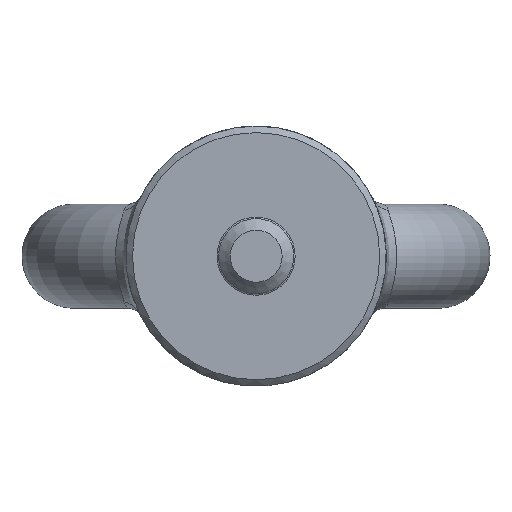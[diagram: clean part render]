
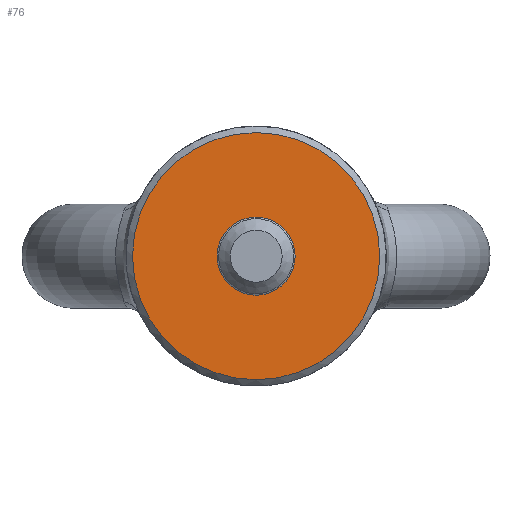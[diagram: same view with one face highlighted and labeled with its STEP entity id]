
A CAD part, front view. The second image highlights one B-rep face of the part: STEP entity #76.
In plain terms, the highlighted planar face has unit normal (0, -1, 0).
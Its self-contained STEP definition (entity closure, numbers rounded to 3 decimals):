
#76 = ADVANCED_FACE ( 'NONE', ( #1058, #618 ), #1790, .F. ) ;
#266 = CIRCLE ( 'NONE', #943, 2.5 ) ;
#368 = VERTEX_POINT ( 'NONE', #1878 ) ;
#419 = CARTESIAN_POINT ( 'NONE',  ( 0., -19., 0. ) ) ;
#564 = EDGE_CURVE ( 'NONE', #1935, #1935, #807, .T. ) ;
#602 = DIRECTION ( 'NONE',  ( 0., 0., -1. ) ) ;
#618 = FACE_BOUND ( 'NONE', #1943, .T. ) ;
#807 = CIRCLE ( 'NONE', #890, 9.5 ) ;
#890 = AXIS2_PLACEMENT_3D ( 'NONE', #1847, #1838, #1835 ) ;
#943 = AXIS2_PLACEMENT_3D ( 'NONE', #419, #1649, #602 ) ;
#1058 = FACE_OUTER_BOUND ( 'NONE', #1165, .T. ) ;
#1165 = EDGE_LOOP ( 'NONE', ( #1519 ) ) ;
#1519 = ORIENTED_EDGE ( 'NONE', *, *, #564, .T. ) ;
#1649 = DIRECTION ( 'NONE',  ( 0., -1., 0. ) ) ;
#1709 = EDGE_CURVE ( 'NONE', #368, #368, #266, .T. ) ;
#1786 = DIRECTION ( 'NONE',  ( 0., 0., 1. ) ) ;
#1788 = DIRECTION ( 'NONE',  ( 0., 1., 0. ) ) ;
#1790 = PLANE ( 'NONE',  #1964 ) ;
#1835 = DIRECTION ( 'NONE',  ( 0., 0., 1. ) ) ;
#1838 = DIRECTION ( 'NONE',  ( 0., -1., 0. ) ) ;
#1847 = CARTESIAN_POINT ( 'NONE',  ( 0., -19., 0. ) ) ;
#1878 = CARTESIAN_POINT ( 'NONE',  ( 0., -19., -2.5 ) ) ;
#1890 = CARTESIAN_POINT ( 'NONE',  ( 0., -19., 0. ) ) ;
#1935 = VERTEX_POINT ( 'NONE', #2040 ) ;
#1943 = EDGE_LOOP ( 'NONE', ( #2074 ) ) ;
#1964 = AXIS2_PLACEMENT_3D ( 'NONE', #1890, #1788, #1786 ) ;
#2040 = CARTESIAN_POINT ( 'NONE',  ( 0., -19., 9.5 ) ) ;
#2074 = ORIENTED_EDGE ( 'NONE', *, *, #1709, .F. ) ;
